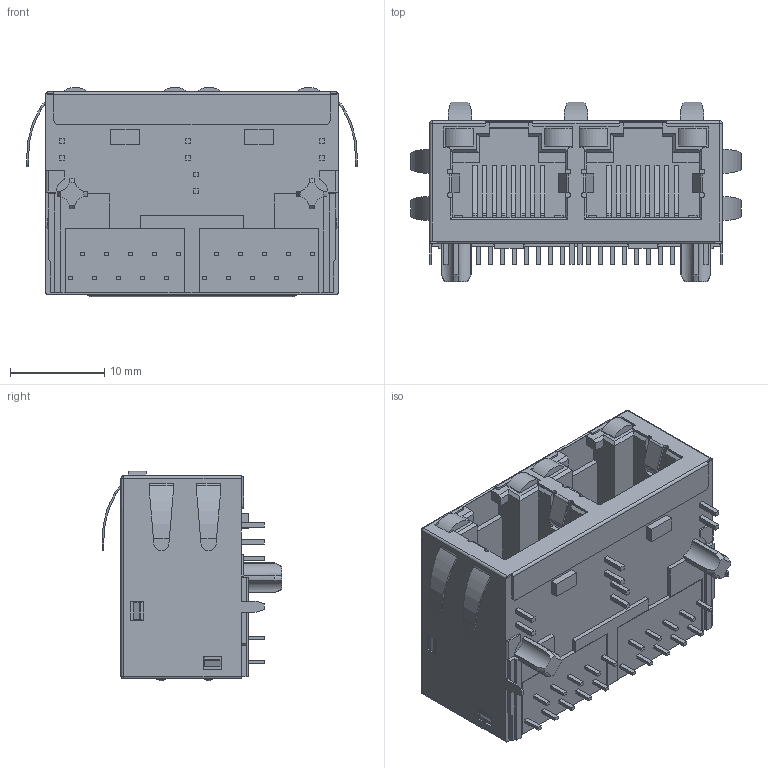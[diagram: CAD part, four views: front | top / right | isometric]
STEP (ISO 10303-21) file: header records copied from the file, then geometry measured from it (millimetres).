
FILE_DESCRIPTION((''),'2;1');
FILE_NAME('C-5-2301996-7','2017-02-28T',('workeradm'),('Tyco Electronics Ltd.'),'CREO PARAMETRIC BY PTC INC, 2016050','CREO PARAMETRIC BY PTC INC, 2016050','');
FILE_SCHEMA(('AUTOMOTIVE_DESIGN { 1 0 10303 214 1 1 1 1 }'));
Length unit declared in the file: millimetre
Products named in the file (1): C-5-2301996-7
Bounding box: 35 x 19.05 x 22.2 mm (x, y, z)
Volume: 6812.9 mm3; surface area: 4820.2 mm2
Topology: 1 solids, 1 shells, 801 faces, 2137 edges, 1402 vertices
Faces by surface type: plane 627, cylinder 154, cone 8, sphere 6, torus 4, bspline 2
Entity records: 25171 total; most frequent: CARTESIAN_POINT 4820, ORIENTED_EDGE 4274, DIRECTION 4001, EDGE_CURVE 2137, VECTOR 1743, LINE 1743, VERTEX_POINT 1402, AXIS2_PLACEMENT_3D 1129
